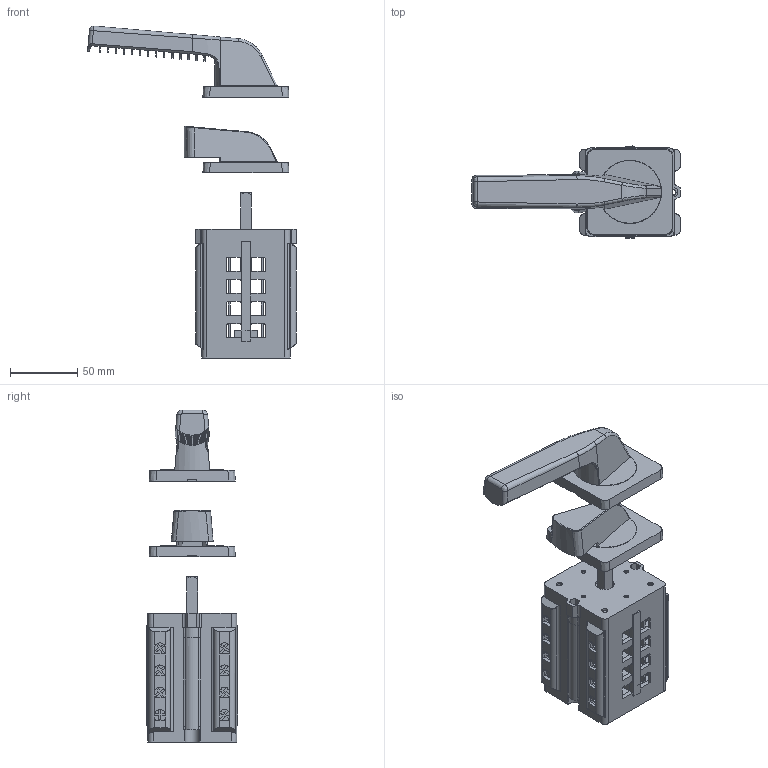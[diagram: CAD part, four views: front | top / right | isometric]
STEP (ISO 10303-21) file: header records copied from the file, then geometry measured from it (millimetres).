
FILE_DESCRIPTION(/* description */ ('Unknown'),/* implementation_level */ '2;1');
FILE_NAME(/* name */ '315.038',/* time_stamp */ '2025-11-20T11:59:47-03:00',/* author */ ('Unknown'),/* organization */ ('Unknown'),/* preprocessor_version */ 'ST-DEVELOPER v16.7',/* originating_system */ 'Solid Edge',/* authorisation */ 'Unknown');
FILE_SCHEMA (('AUTOMOTIVE_DESIGN {1 0 10303 214 3 1 1}'));
Products named in the file (1): 315.038
Bounding box: 155.23 x 68.38 x 246.89 mm (x, y, z)
Volume: 241567.3 mm3; surface area: 224034.1 mm2
Topology: 16 solids, 16 shells, 4750 faces, 13151 edges, 8575 vertices
Faces by surface type: plane 3394, cylinder 1165, bspline 102, cone 52, torus 37
Full cylindrical faces by diameter (mm): 3 x4, 3.5 x8, 3.7 x8, 4.2 x6, 4.5 x21, 5 x1, 6.75 x16, 8 x32, 8.1 x8, 10 x1, 11 x16, 14 x7, 18 x1, 22.5 x2, 26.2 x2, 44.2 x1, 46.6 x1, 47 x2
Entity records: 167274 total; most frequent: CARTESIAN_POINT 32654, ORIENTED_EDGE 25734, DIRECTION 24572, EDGE_CURVE 12867, LINE 9616, VECTOR 9616, VERTEX_POINT 8467, AXIS2_PLACEMENT_3D 7478
